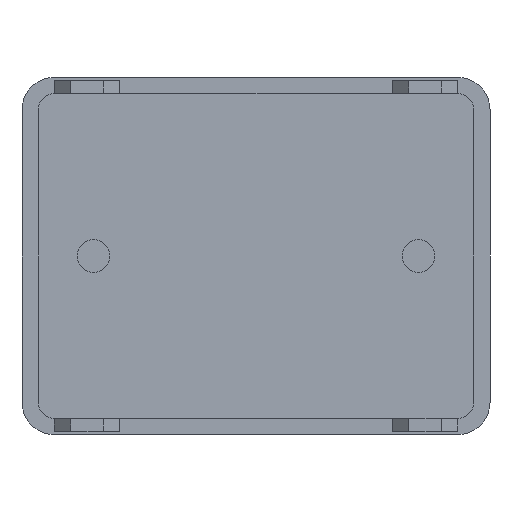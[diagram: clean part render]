
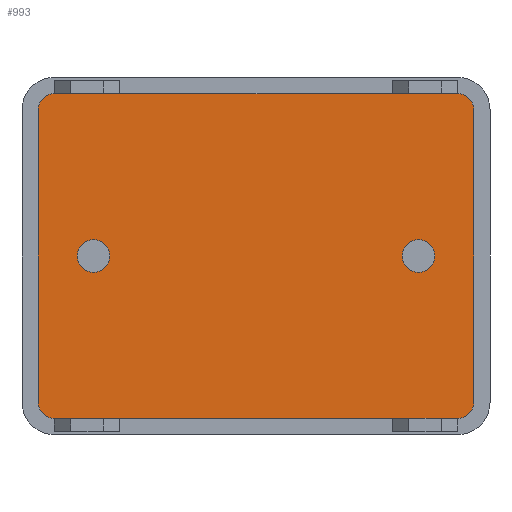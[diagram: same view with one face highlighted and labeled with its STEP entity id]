
A CAD part, front view. The second image highlights one B-rep face of the part: STEP entity #993.
In plain terms, the highlighted planar face has unit normal (0, -1, 0).
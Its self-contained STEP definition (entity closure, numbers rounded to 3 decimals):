
#102 = CARTESIAN_POINT ( 'NONE',  ( 3.1, 0.25, 2.25 ) ) ;
#125 = DIRECTION ( 'NONE',  ( 0., 0., -1. ) ) ;
#180 = DIRECTION ( 'NONE',  ( 0., 0., -1. ) ) ;
#264 = VERTEX_POINT ( 'NONE', #1943 ) ;
#268 = DIRECTION ( 'NONE',  ( 0., 0., -1. ) ) ;
#295 = LINE ( 'NONE', #2206, #994 ) ;
#310 = CARTESIAN_POINT ( 'NONE',  ( -3.1, 0.25, -2.5 ) ) ;
#326 = EDGE_CURVE ( 'NONE', #264, #2182, #295, .T. ) ;
#339 = DIRECTION ( 'NONE',  ( 1., 0., 0. ) ) ;
#342 = VERTEX_POINT ( 'NONE', #310 ) ;
#350 = EDGE_CURVE ( 'NONE', #465, #264, #1844, .T. ) ;
#351 = CARTESIAN_POINT ( 'NONE',  ( -3.1, 0.25, 2.25 ) ) ;
#366 = FACE_OUTER_BOUND ( 'NONE', #1305, .T. ) ;
#390 = EDGE_CURVE ( 'NONE', #2182, #650, #2061, .T. ) ;
#447 = EDGE_CURVE ( 'NONE', #670, #596, #1315, .T. ) ;
#465 = VERTEX_POINT ( 'NONE', #1891 ) ;
#515 = DIRECTION ( 'NONE',  ( 0., 1., 0. ) ) ;
#525 = CARTESIAN_POINT ( 'NONE',  ( -3.1, 0.25, -2.5 ) ) ;
#596 = VERTEX_POINT ( 'NONE', #1354 ) ;
#612 = LINE ( 'NONE', #2128, #2065 ) ;
#620 = ORIENTED_EDGE ( 'NONE', *, *, #390, .T. ) ;
#650 = VERTEX_POINT ( 'NONE', #1817 ) ;
#670 = VERTEX_POINT ( 'NONE', #1054 ) ;
#686 = EDGE_CURVE ( 'NONE', #342, #465, #1728, .T. ) ;
#775 = ORIENTED_EDGE ( 'NONE', *, *, #686, .T. ) ;
#816 = CARTESIAN_POINT ( 'NONE',  ( 3.1, 0.25, -2.25 ) ) ;
#869 = DIRECTION ( 'NONE',  ( 0., 0., 1. ) ) ;
#968 = ORIENTED_EDGE ( 'NONE', *, *, #350, .T. ) ;
#984 = ORIENTED_EDGE ( 'NONE', *, *, #326, .T. ) ;
#993 = ADVANCED_FACE ( 'NONE', ( #366 ), #1253, .F. ) ;
#994 = VECTOR ( 'NONE', #1330, 1000. ) ;
#1051 = CARTESIAN_POINT ( 'NONE',  ( -3.1, 0.25, -2.25 ) ) ;
#1054 = CARTESIAN_POINT ( 'NONE',  ( -3.1, 0.25, 2.5 ) ) ;
#1131 = CIRCLE ( 'NONE', #1166, 0.25 ) ;
#1166 = AXIS2_PLACEMENT_3D ( 'NONE', #1306, #2198, #2015 ) ;
#1253 = PLANE ( 'NONE',  #1459 ) ;
#1255 = VECTOR ( 'NONE', #339, 1000. ) ;
#1286 = VERTEX_POINT ( 'NONE', #1685 ) ;
#1305 = EDGE_LOOP ( 'NONE', ( #775, #968, #984, #620, #2160, #1346, #2110, #1375 ) ) ;
#1306 = CARTESIAN_POINT ( 'NONE',  ( -3.1, 0.25, -2.25 ) ) ;
#1315 = CIRCLE ( 'NONE', #1672, 0.25 ) ;
#1322 = CARTESIAN_POINT ( 'NONE',  ( 3.35, 0.25, 2.25 ) ) ;
#1330 = DIRECTION ( 'NONE',  ( 0., 0., 1. ) ) ;
#1346 = ORIENTED_EDGE ( 'NONE', *, *, #447, .T. ) ;
#1347 = CARTESIAN_POINT ( 'NONE',  ( -3.1, 0.25, 2.5 ) ) ;
#1354 = CARTESIAN_POINT ( 'NONE',  ( -3.35, 0.25, 2.25 ) ) ;
#1366 = DIRECTION ( 'NONE',  ( 0., -1., 0. ) ) ;
#1375 = ORIENTED_EDGE ( 'NONE', *, *, #2125, .T. ) ;
#1407 = EDGE_CURVE ( 'NONE', #596, #1286, #612, .T. ) ;
#1458 = AXIS2_PLACEMENT_3D ( 'NONE', #816, #1366, #1491 ) ;
#1459 = AXIS2_PLACEMENT_3D ( 'NONE', #1051, #515, #869 ) ;
#1467 = LINE ( 'NONE', #1347, #1981 ) ;
#1491 = DIRECTION ( 'NONE',  ( 0., 0., -1. ) ) ;
#1643 = DIRECTION ( 'NONE',  ( 0., -1., 0. ) ) ;
#1672 = AXIS2_PLACEMENT_3D ( 'NONE', #351, #2047, #180 ) ;
#1685 = CARTESIAN_POINT ( 'NONE',  ( -3.35, 0.25, -2.25 ) ) ;
#1728 = LINE ( 'NONE', #525, #1255 ) ;
#1768 = AXIS2_PLACEMENT_3D ( 'NONE', #102, #1643, #125 ) ;
#1817 = CARTESIAN_POINT ( 'NONE',  ( 3.1, 0.25, 2.5 ) ) ;
#1844 = CIRCLE ( 'NONE', #1458, 0.25 ) ;
#1891 = CARTESIAN_POINT ( 'NONE',  ( 3.1, 0.25, -2.5 ) ) ;
#1943 = CARTESIAN_POINT ( 'NONE',  ( 3.35, 0.25, -2.25 ) ) ;
#1981 = VECTOR ( 'NONE', #2150, 1000. ) ;
#2015 = DIRECTION ( 'NONE',  ( 0., 0., -1. ) ) ;
#2047 = DIRECTION ( 'NONE',  ( 0., -1., 0. ) ) ;
#2061 = CIRCLE ( 'NONE', #1768, 0.25 ) ;
#2065 = VECTOR ( 'NONE', #268, 1000. ) ;
#2110 = ORIENTED_EDGE ( 'NONE', *, *, #1407, .T. ) ;
#2125 = EDGE_CURVE ( 'NONE', #1286, #342, #1131, .T. ) ;
#2128 = CARTESIAN_POINT ( 'NONE',  ( -3.35, 0.25, -2.25 ) ) ;
#2150 = DIRECTION ( 'NONE',  ( -1., 0., 0. ) ) ;
#2160 = ORIENTED_EDGE ( 'NONE', *, *, #2191, .T. ) ;
#2182 = VERTEX_POINT ( 'NONE', #1322 ) ;
#2191 = EDGE_CURVE ( 'NONE', #650, #670, #1467, .T. ) ;
#2198 = DIRECTION ( 'NONE',  ( 0., -1., 0. ) ) ;
#2206 = CARTESIAN_POINT ( 'NONE',  ( 3.35, 0.25, -2.25 ) ) ;
